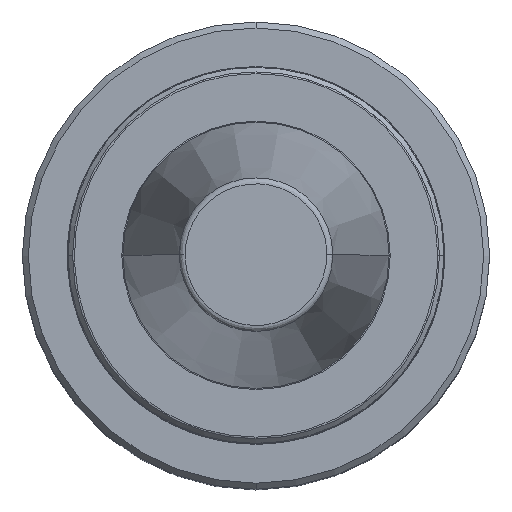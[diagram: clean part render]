
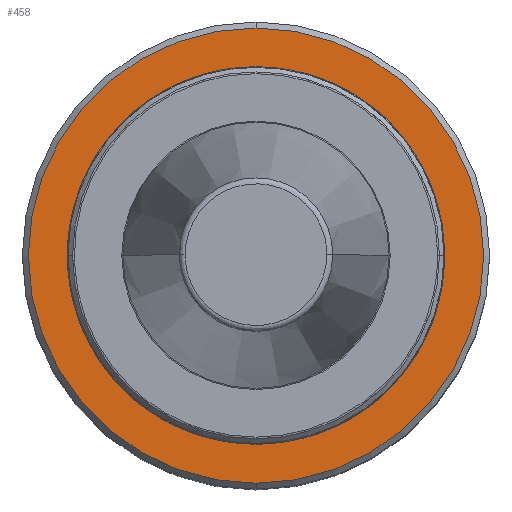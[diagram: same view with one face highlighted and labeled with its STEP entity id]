
A CAD part, top view. The second image highlights one B-rep face of the part: STEP entity #458.
In plain terms, the highlighted planar face has unit normal (0, 0, 1).
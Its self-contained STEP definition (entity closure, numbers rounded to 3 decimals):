
#312 = VERTEX_POINT ( 'NONE', #2170 ) ;
#384 = EDGE_CURVE ( 'NONE', #312, #1606, #2809, .T. ) ;
#391 = EDGE_CURVE ( 'NONE', #2177, #2417, #1273, .T. ) ;
#445 = ORIENTED_EDGE ( 'NONE', *, *, #2249, .T. ) ;
#458 = ADVANCED_FACE ( 'NONE', ( #1337, #1536 ), #2498, .T. ) ;
#465 = ORIENTED_EDGE ( 'NONE', *, *, #384, .T. ) ;
#477 = ORIENTED_EDGE ( 'NONE', *, *, #391, .T. ) ;
#510 = ORIENTED_EDGE ( 'NONE', *, *, #2082, .T. ) ;
#848 =( BOUNDED_CURVE ( )  B_SPLINE_CURVE ( 3, ( #2804, #2795, #2775, #2774 ),
 .UNSPECIFIED., .F., .T. ) 
 B_SPLINE_CURVE_WITH_KNOTS ( ( 4, 4 ),
 ( 0., 0.099 ),
 .UNSPECIFIED. ) 
 CURVE ( )  GEOMETRIC_REPRESENTATION_ITEM ( )  RATIONAL_B_SPLINE_CURVE ( ( 0.978, 0.326, 0.326, 0.978 ) ) 
 REPRESENTATION_ITEM ( '' )  );
#1036 = AXIS2_PLACEMENT_3D ( 'NONE', #2500, #2525, #2527 ) ;
#1166 = AXIS2_PLACEMENT_3D ( 'NONE', #2329, #2334, #2337 ) ;
#1273 = CIRCLE ( 'NONE', #1166, 38. ) ;
#1337 = FACE_BOUND ( 'NONE', #1645, .T. ) ;
#1349 = CARTESIAN_POINT ( 'NONE',  ( -31.383, 0., -26.117 ) ) ;
#1425 = AXIS2_PLACEMENT_3D ( 'NONE', #2980, #2977, #2972 ) ;
#1536 = FACE_OUTER_BOUND ( 'NONE', #1794, .T. ) ;
#1606 = VERTEX_POINT ( 'NONE', #1349 ) ;
#1645 = EDGE_LOOP ( 'NONE', ( #445, #465 ) ) ;
#1794 = EDGE_LOOP ( 'NONE', ( #477, #510 ) ) ;
#1866 = CIRCLE ( 'NONE', #1425, 38. ) ;
#2082 = EDGE_CURVE ( 'NONE', #2417, #2177, #1866, .T. ) ;
#2170 = CARTESIAN_POINT ( 'NONE',  ( 31.383, 0., -26.117 ) ) ;
#2177 = VERTEX_POINT ( 'NONE', #2880 ) ;
#2249 = EDGE_CURVE ( 'NONE', #1606, #312, #848, .T. ) ;
#2255 = CARTESIAN_POINT ( 'NONE',  ( 31.383, 0., -26.117 ) ) ;
#2281 = CARTESIAN_POINT ( 'NONE',  ( 31.383, -62.766, -26.117 ) ) ;
#2284 = CARTESIAN_POINT ( 'NONE',  ( -31.383, -62.766, -26.117 ) ) ;
#2286 = CARTESIAN_POINT ( 'NONE',  ( -31.383, 0., -26.117 ) ) ;
#2329 = CARTESIAN_POINT ( 'NONE',  ( 0., 0., -26.117 ) ) ;
#2334 = DIRECTION ( 'NONE',  ( 0., 0., 1. ) ) ;
#2337 = DIRECTION ( 'NONE',  ( 0., 1., 0. ) ) ;
#2417 = VERTEX_POINT ( 'NONE', #2436 ) ;
#2436 = CARTESIAN_POINT ( 'NONE',  ( 0., -38., -26.117 ) ) ;
#2498 = PLANE ( 'NONE',  #1036 ) ;
#2500 = CARTESIAN_POINT ( 'NONE',  ( -38.456, -38.456, -26.117 ) ) ;
#2525 = DIRECTION ( 'NONE',  ( 0., 0., 1. ) ) ;
#2527 = DIRECTION ( 'NONE',  ( 1., 0., 0. ) ) ;
#2774 = CARTESIAN_POINT ( 'NONE',  ( 31.383, 0., -26.117 ) ) ;
#2775 = CARTESIAN_POINT ( 'NONE',  ( 31.383, 62.766, -26.117 ) ) ;
#2795 = CARTESIAN_POINT ( 'NONE',  ( -31.383, 62.766, -26.117 ) ) ;
#2804 = CARTESIAN_POINT ( 'NONE',  ( -31.383, 0., -26.117 ) ) ;
#2809 =( BOUNDED_CURVE ( )  B_SPLINE_CURVE ( 3, ( #2255, #2281, #2284, #2286 ),
 .UNSPECIFIED., .F., .F. ) 
 B_SPLINE_CURVE_WITH_KNOTS ( ( 4, 4 ),
 ( 0., 0.099 ),
 .UNSPECIFIED. ) 
 CURVE ( )  GEOMETRIC_REPRESENTATION_ITEM ( )  RATIONAL_B_SPLINE_CURVE ( ( 0.978, 0.326, 0.326, 0.978 ) ) 
 REPRESENTATION_ITEM ( '' )  );
#2880 = CARTESIAN_POINT ( 'NONE',  ( 0., 38., -26.117 ) ) ;
#2972 = DIRECTION ( 'NONE',  ( 0., 1., 0. ) ) ;
#2977 = DIRECTION ( 'NONE',  ( 0., 0., 1. ) ) ;
#2980 = CARTESIAN_POINT ( 'NONE',  ( 0., 0., -26.117 ) ) ;
